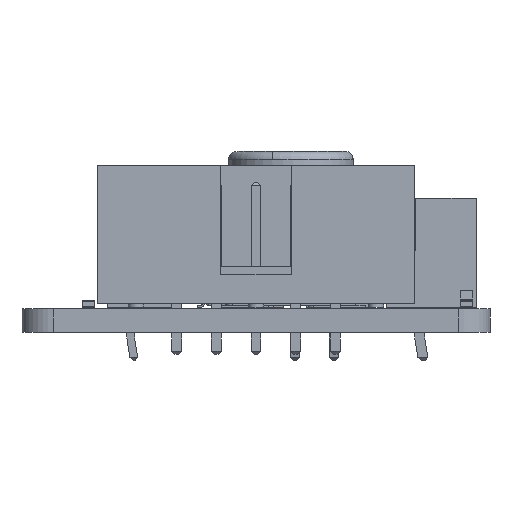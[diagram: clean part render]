
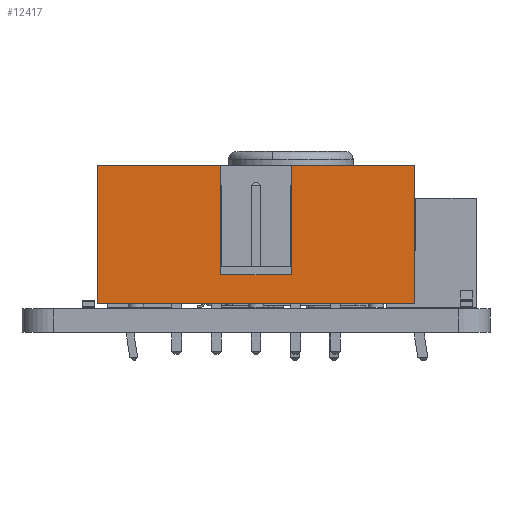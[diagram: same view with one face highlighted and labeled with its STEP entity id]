
A CAD part, front view. The second image highlights one B-rep face of the part: STEP entity #12417.
In plain terms, the highlighted face is planar.
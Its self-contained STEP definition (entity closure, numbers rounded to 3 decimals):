
#12417 = ADVANCED_FACE('',(#12418),#12484,.T.);
#12418 = FACE_BOUND('',#12419,.T.);
#12419 = EDGE_LOOP('',(#12420,#12430,#12438,#12446,#12454,#12462,#12470,
    #12478));
#12420 = ORIENTED_EDGE('',*,*,#12421,.F.);
#12421 = EDGE_CURVE('',#12422,#12424,#12426,.T.);
#12422 = VERTEX_POINT('',#12423);
#12423 = CARTESIAN_POINT('',(-3.155,5.1,0.25));
#12424 = VERTEX_POINT('',#12425);
#12425 = CARTESIAN_POINT('',(-3.155,5.1,9.1));
#12426 = LINE('',#12427,#12428);
#12427 = CARTESIAN_POINT('',(-3.155,5.1,0.25));
#12428 = VECTOR('',#12429,1.);
#12429 = DIRECTION('',(0.,0.,1.));
#12430 = ORIENTED_EDGE('',*,*,#12431,.T.);
#12431 = EDGE_CURVE('',#12422,#12432,#12434,.T.);
#12432 = VERTEX_POINT('',#12433);
#12433 = CARTESIAN_POINT('',(-3.155,-15.26,0.25));
#12434 = LINE('',#12435,#12436);
#12435 = CARTESIAN_POINT('',(-3.155,5.1,0.25));
#12436 = VECTOR('',#12437,1.);
#12437 = DIRECTION('',(0.,-1.,0.));
#12438 = ORIENTED_EDGE('',*,*,#12439,.T.);
#12439 = EDGE_CURVE('',#12432,#12440,#12442,.T.);
#12440 = VERTEX_POINT('',#12441);
#12441 = CARTESIAN_POINT('',(-3.155,-15.26,9.1));
#12442 = LINE('',#12443,#12444);
#12443 = CARTESIAN_POINT('',(-3.155,-15.26,2.6));
#12444 = VECTOR('',#12445,1.);
#12445 = DIRECTION('',(0.,0.,1.));
#12446 = ORIENTED_EDGE('',*,*,#12447,.F.);
#12447 = EDGE_CURVE('',#12448,#12440,#12450,.T.);
#12448 = VERTEX_POINT('',#12449);
#12449 = CARTESIAN_POINT('',(-3.155,-7.33,9.1));
#12450 = LINE('',#12451,#12452);
#12451 = CARTESIAN_POINT('',(-3.155,5.1,9.1));
#12452 = VECTOR('',#12453,1.);
#12453 = DIRECTION('',(0.,-1.,0.));
#12454 = ORIENTED_EDGE('',*,*,#12455,.T.);
#12455 = EDGE_CURVE('',#12448,#12456,#12458,.T.);
#12456 = VERTEX_POINT('',#12457);
#12457 = CARTESIAN_POINT('',(-3.155,-7.33,2.1));
#12458 = LINE('',#12459,#12460);
#12459 = CARTESIAN_POINT('',(-3.155,-7.33,3.388));
#12460 = VECTOR('',#12461,1.);
#12461 = DIRECTION('',(0.,0.,-1.));
#12462 = ORIENTED_EDGE('',*,*,#12463,.T.);
#12463 = EDGE_CURVE('',#12456,#12464,#12466,.T.);
#12464 = VERTEX_POINT('',#12465);
#12465 = CARTESIAN_POINT('',(-3.155,-2.83,2.1));
#12466 = LINE('',#12467,#12468);
#12467 = CARTESIAN_POINT('',(-3.155,-5.08,2.1));
#12468 = VECTOR('',#12469,1.);
#12469 = DIRECTION('',(0.,1.,0.));
#12470 = ORIENTED_EDGE('',*,*,#12471,.T.);
#12471 = EDGE_CURVE('',#12464,#12472,#12474,.T.);
#12472 = VERTEX_POINT('',#12473);
#12473 = CARTESIAN_POINT('',(-3.155,-2.83,9.1));
#12474 = LINE('',#12475,#12476);
#12475 = CARTESIAN_POINT('',(-3.155,-2.83,3.388));
#12476 = VECTOR('',#12477,1.);
#12477 = DIRECTION('',(0.,0.,1.));
#12478 = ORIENTED_EDGE('',*,*,#12479,.F.);
#12479 = EDGE_CURVE('',#12424,#12472,#12480,.T.);
#12480 = LINE('',#12481,#12482);
#12481 = CARTESIAN_POINT('',(-3.155,5.1,9.1));
#12482 = VECTOR('',#12483,1.);
#12483 = DIRECTION('',(0.,-1.,0.));
#12484 = PLANE('',#12485);
#12485 = AXIS2_PLACEMENT_3D('',#12486,#12487,#12488);
#12486 = CARTESIAN_POINT('',(-3.155,-5.08,4.675));
#12487 = DIRECTION('',(-1.,-0.,0.));
#12488 = DIRECTION('',(0.,0.,-1.));
